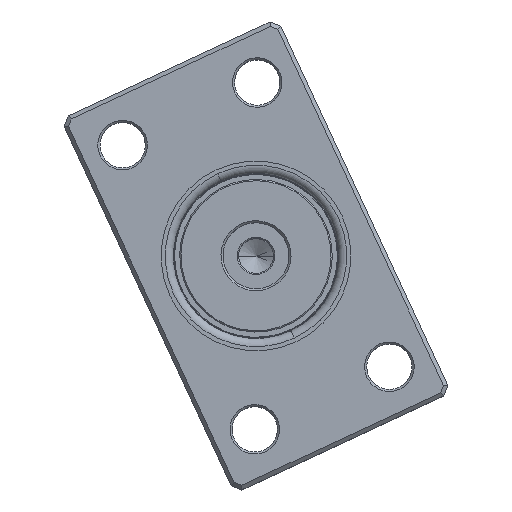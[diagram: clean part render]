
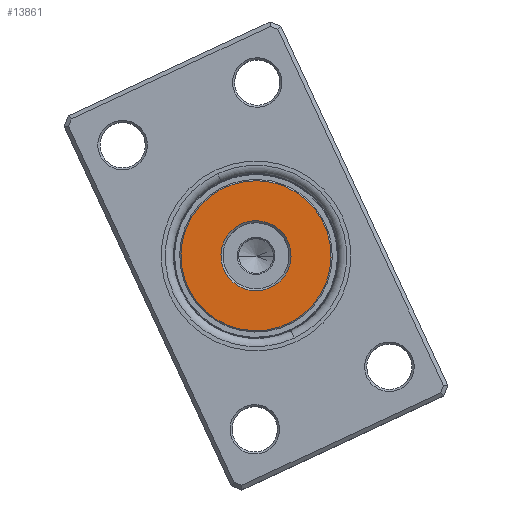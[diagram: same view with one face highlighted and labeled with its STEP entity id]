
A CAD part, top view. The second image highlights one B-rep face of the part: STEP entity #13861.
In plain terms, the highlighted face is planar.
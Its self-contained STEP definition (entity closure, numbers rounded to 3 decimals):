
#3445 = VERTEX_POINT ( 'NONE', #13671 ) ;
#5370 = DIRECTION ( 'NONE',  ( 1., 0., 0. ) ) ;
#8579 = AXIS2_PLACEMENT_3D ( 'NONE', #35245, #31770, #39629 ) ;
#8743 = CARTESIAN_POINT ( 'NONE',  ( 0., 0., 0. ) ) ;
#10502 = EDGE_LOOP ( 'NONE', ( #38265, #12593 ) ) ;
#11218 = EDGE_CURVE ( 'NONE', #3445, #17191, #53453, .T. ) ;
#12252 = CIRCLE ( 'NONE', #26046, 18.2 ) ;
#12593 = ORIENTED_EDGE ( 'NONE', *, *, #11218, .T. ) ;
#12968 = CARTESIAN_POINT ( 'NONE',  ( -18.2, 0., 0. ) ) ;
#13671 = CARTESIAN_POINT ( 'NONE',  ( 8.5, 0., 0. ) ) ;
#13861 = ADVANCED_FACE ( 'NONE', ( #49459, #43538 ), #18383, .F. ) ;
#14676 = DIRECTION ( 'NONE',  ( 0., 0., -1. ) ) ;
#15780 = CIRCLE ( 'NONE', #8579, 8.5 ) ;
#15792 = VERTEX_POINT ( 'NONE', #12968 ) ;
#17191 = VERTEX_POINT ( 'NONE', #50240 ) ;
#18383 = PLANE ( 'NONE',  #25902 ) ;
#19979 = AXIS2_PLACEMENT_3D ( 'NONE', #8743, #33869, #46162 ) ;
#21040 = EDGE_CURVE ( 'NONE', #17191, #3445, #15780, .T. ) ;
#21079 = ORIENTED_EDGE ( 'NONE', *, *, #45920, .T. ) ;
#22441 = CARTESIAN_POINT ( 'NONE',  ( 0., 0., 0. ) ) ;
#22783 = DIRECTION ( 'NONE',  ( 1., 0., 0. ) ) ;
#23711 = CIRCLE ( 'NONE', #19979, 18.2 ) ;
#24830 = EDGE_CURVE ( 'NONE', #47819, #15792, #12252, .T. ) ;
#25902 = AXIS2_PLACEMENT_3D ( 'NONE', #47709, #27190, #5370 ) ;
#26046 = AXIS2_PLACEMENT_3D ( 'NONE', #22441, #14676, #39048 ) ;
#27190 = DIRECTION ( 'NONE',  ( 0., 0., 1. ) ) ;
#29622 = CARTESIAN_POINT ( 'NONE',  ( 18.2, 0., 0. ) ) ;
#30752 = ORIENTED_EDGE ( 'NONE', *, *, #24830, .T. ) ;
#31770 = DIRECTION ( 'NONE',  ( 0., 0., 1. ) ) ;
#33869 = DIRECTION ( 'NONE',  ( 0., 0., -1. ) ) ;
#35245 = CARTESIAN_POINT ( 'NONE',  ( 0., 0., 0. ) ) ;
#38265 = ORIENTED_EDGE ( 'NONE', *, *, #21040, .T. ) ;
#38867 = CARTESIAN_POINT ( 'NONE',  ( 0., 0., 0. ) ) ;
#39048 = DIRECTION ( 'NONE',  ( 1., 0., 0. ) ) ;
#39629 = DIRECTION ( 'NONE',  ( 1., 0., 0. ) ) ;
#41515 = EDGE_LOOP ( 'NONE', ( #30752, #21079 ) ) ;
#43538 = FACE_BOUND ( 'NONE', #10502, .T. ) ;
#45920 = EDGE_CURVE ( 'NONE', #15792, #47819, #23711, .T. ) ;
#46162 = DIRECTION ( 'NONE',  ( 1., 0., 0. ) ) ;
#47709 = CARTESIAN_POINT ( 'NONE',  ( 0., 0., 0. ) ) ;
#47819 = VERTEX_POINT ( 'NONE', #29622 ) ;
#47868 = DIRECTION ( 'NONE',  ( 0., 0., 1. ) ) ;
#48661 = AXIS2_PLACEMENT_3D ( 'NONE', #38867, #47868, #22783 ) ;
#49459 = FACE_OUTER_BOUND ( 'NONE', #41515, .T. ) ;
#50240 = CARTESIAN_POINT ( 'NONE',  ( -8.5, 0., 0. ) ) ;
#53453 = CIRCLE ( 'NONE', #48661, 8.5 ) ;
